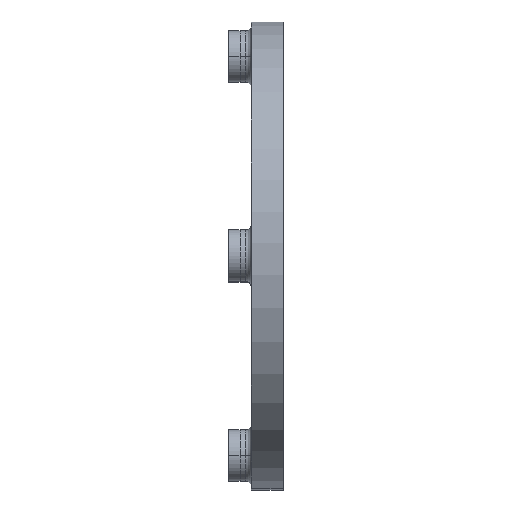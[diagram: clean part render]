
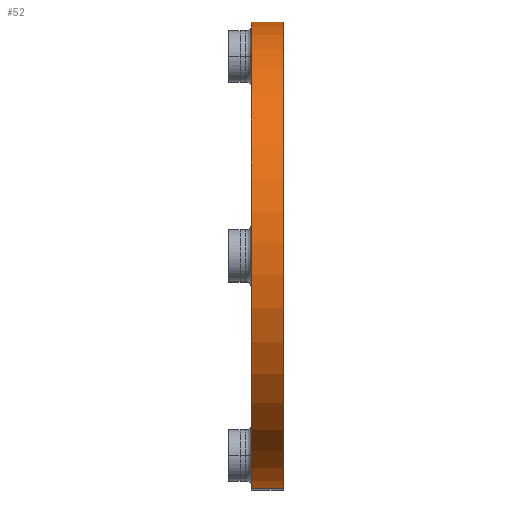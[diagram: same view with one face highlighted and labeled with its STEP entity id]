
A CAD part, top view. The second image highlights one B-rep face of the part: STEP entity #52.
In plain terms, the highlighted cylindrical face has radius 20.531 mm (diameter 41.061 mm), a partial arc.
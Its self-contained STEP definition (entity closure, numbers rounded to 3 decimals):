
#52=ADVANCED_FACE('',(#142),#1366,.T.);
#142=FACE_OUTER_BOUND('',#236,.T.);
#236=EDGE_LOOP('',(#400,#401,#402,#403));
#400=ORIENTED_EDGE('',*,*,#946,.T.);
#401=ORIENTED_EDGE('',*,*,#789,.F.);
#402=ORIENTED_EDGE('',*,*,#788,.F.);
#403=ORIENTED_EDGE('',*,*,#787,.T.);
#787=EDGE_CURVE('',#1206,#1300,#1047,.T.);
#788=EDGE_CURVE('',#1206,#1207,#1048,.T.);
#789=EDGE_CURVE('',#1207,#1301,#1049,.T.);
#946=EDGE_CURVE('',#1300,#1301,#1162,.T.);
#1047=(
BOUNDED_CURVE()
B_SPLINE_CURVE(2,(#2180,#2181,#2182,#2183,#2184),.UNSPECIFIED.,.F.,.F.)
B_SPLINE_CURVE_WITH_KNOTS((3,2,3),(-123.971,-92.978,
-61.985),.UNSPECIFIED.)
CURVE()
GEOMETRIC_REPRESENTATION_ITEM()
RATIONAL_B_SPLINE_CURVE((1.,0.707,1.,0.707,1.))
REPRESENTATION_ITEM('')
);
#1048=(
BOUNDED_CURVE()
B_SPLINE_CURVE(1,(#2185,#2186),.UNSPECIFIED.,.F.,.F.)
B_SPLINE_CURVE_WITH_KNOTS((2,2),(0.,2.8),.UNSPECIFIED.)
CURVE()
GEOMETRIC_REPRESENTATION_ITEM()
RATIONAL_B_SPLINE_CURVE((1.,1.))
REPRESENTATION_ITEM('')
);
#1049=(
BOUNDED_CURVE()
B_SPLINE_CURVE(2,(#2187,#2188,#2189,#2190,#2191),.UNSPECIFIED.,.F.,.F.)
B_SPLINE_CURVE_WITH_KNOTS((3,2,3),(-123.971,-92.978,
-61.985),.UNSPECIFIED.)
CURVE()
GEOMETRIC_REPRESENTATION_ITEM()
RATIONAL_B_SPLINE_CURVE((1.,0.707,1.,0.707,1.))
REPRESENTATION_ITEM('')
);
#1162=(
BOUNDED_CURVE()
B_SPLINE_CURVE(1,(#2752,#2753),.UNSPECIFIED.,.F.,.F.)
B_SPLINE_CURVE_WITH_KNOTS((2,2),(0.,2.8),.UNSPECIFIED.)
CURVE()
GEOMETRIC_REPRESENTATION_ITEM()
RATIONAL_B_SPLINE_CURVE((1.,1.))
REPRESENTATION_ITEM('')
);
#1206=VERTEX_POINT('',#1940);
#1207=VERTEX_POINT('',#1941);
#1300=VERTEX_POINT('',#2034);
#1301=VERTEX_POINT('',#2035);
#1366=CYLINDRICAL_SURFACE('',#1510,20.531);
#1510=AXIS2_PLACEMENT_3D('',#1664,#1587,$);
#1587=DIRECTION('',(-1.,0.,0.));
#1664=CARTESIAN_POINT('',(-13.347,0.,0.));
#1940=CARTESIAN_POINT('',(-11.947,-20.417,2.152));
#1941=CARTESIAN_POINT('',(-14.747,-20.417,2.152));
#2034=CARTESIAN_POINT('',(-11.947,20.417,-2.152));
#2035=CARTESIAN_POINT('',(-14.747,20.417,-2.152));
#2180=CARTESIAN_POINT('',(-11.947,-20.417,2.152));
#2181=CARTESIAN_POINT('',(-11.947,-18.265,22.57));
#2182=CARTESIAN_POINT('',(-11.947,2.152,20.417));
#2183=CARTESIAN_POINT('',(-11.947,22.57,18.265));
#2184=CARTESIAN_POINT('',(-11.947,20.417,-2.152));
#2185=CARTESIAN_POINT('',(-11.947,-20.417,2.152));
#2186=CARTESIAN_POINT('',(-14.747,-20.417,2.152));
#2187=CARTESIAN_POINT('',(-14.747,-20.417,2.152));
#2188=CARTESIAN_POINT('',(-14.747,-18.265,22.57));
#2189=CARTESIAN_POINT('',(-14.747,2.152,20.417));
#2190=CARTESIAN_POINT('',(-14.747,22.57,18.265));
#2191=CARTESIAN_POINT('',(-14.747,20.417,-2.152));
#2752=CARTESIAN_POINT('',(-11.947,20.417,-2.152));
#2753=CARTESIAN_POINT('',(-14.747,20.417,-2.152));
